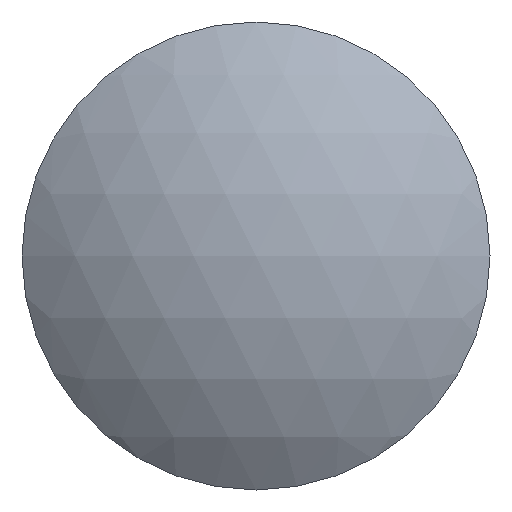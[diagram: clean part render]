
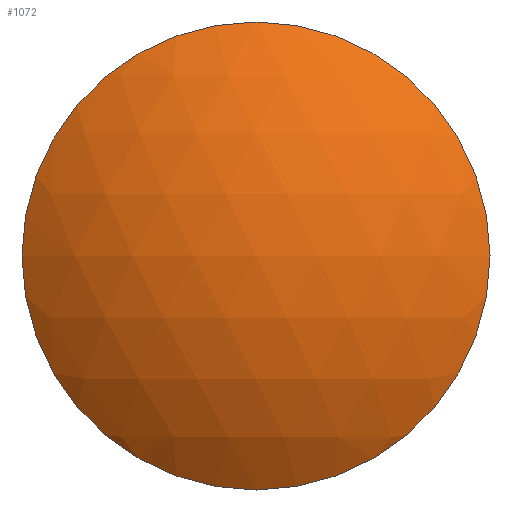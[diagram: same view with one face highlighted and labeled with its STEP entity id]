
A CAD part, left-side view. The second image highlights one B-rep face of the part: STEP entity #1072.
In plain terms, the highlighted spherical face has radius 20 mm.
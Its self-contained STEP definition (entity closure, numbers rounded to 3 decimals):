
#161 = CARTESIAN_POINT ( 'NONE',  ( 15., 0., 0. ) ) ;
#202 = EDGE_CURVE ( 'NONE', #387, #387, #1055, .T. ) ;
#387 = VERTEX_POINT ( 'NONE', #675 ) ;
#466 = SPHERICAL_SURFACE ( 'NONE', #1245, 20. ) ;
#537 = DIRECTION ( 'NONE',  ( 0., 1., 0. ) ) ;
#628 = CARTESIAN_POINT ( 'NONE',  ( -1., 0., 0. ) ) ;
#660 = AXIS2_PLACEMENT_3D ( 'NONE', #628, #1040, #537 ) ;
#675 = CARTESIAN_POINT ( 'NONE',  ( -1., 12., 0. ) ) ;
#760 = DIRECTION ( 'NONE',  ( 0., 0., -1. ) ) ;
#779 = EDGE_LOOP ( 'NONE', ( #1112 ) ) ;
#859 = DIRECTION ( 'NONE',  ( 0., -1., 0. ) ) ;
#1040 = DIRECTION ( 'NONE',  ( 1., 0., 0. ) ) ;
#1055 = CIRCLE ( 'NONE', #660, 12. ) ;
#1072 = ADVANCED_FACE ( 'NONE', ( #1172 ), #466, .T. ) ;
#1112 = ORIENTED_EDGE ( 'NONE', *, *, #202, .F. ) ;
#1172 = FACE_OUTER_BOUND ( 'NONE', #779, .T. ) ;
#1245 = AXIS2_PLACEMENT_3D ( 'NONE', #161, #760, #859 ) ;
